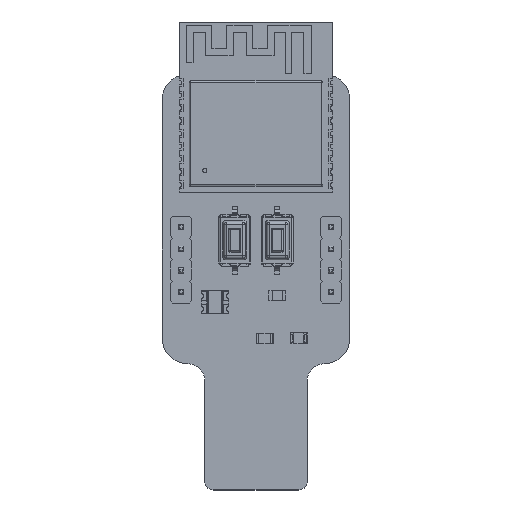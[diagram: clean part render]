
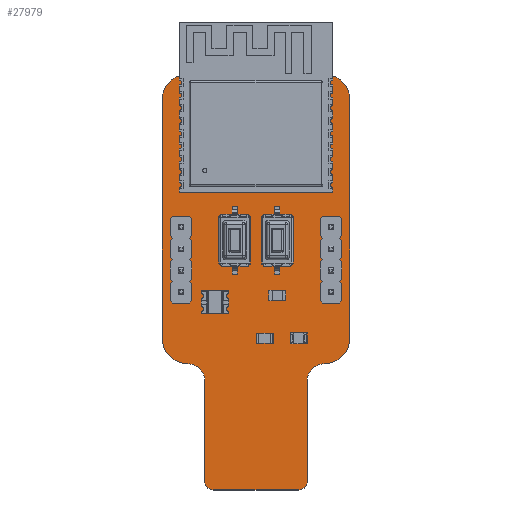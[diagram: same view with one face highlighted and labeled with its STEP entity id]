
A CAD part, top view. The second image highlights one B-rep face of the part: STEP entity #27979.
In plain terms, the highlighted planar face has unit normal (0, 0, 1).
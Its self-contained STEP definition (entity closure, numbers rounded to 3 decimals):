
#27682 = VERTEX_POINT('',#27683);
#27683 = CARTESIAN_POINT('',(139.8,-54.2,1.6));
#27689 = EDGE_CURVE('',#27682,#27690,#27692,.T.);
#27690 = VERTEX_POINT('',#27691);
#27691 = CARTESIAN_POINT('',(142.8,-57.2,1.6));
#27692 = CIRCLE('',#27693,3.);
#27693 = AXIS2_PLACEMENT_3D('',#27694,#27695,#27696);
#27694 = CARTESIAN_POINT('',(139.8,-57.2,1.6));
#27695 = DIRECTION('',(0.,0.,-1.));
#27696 = DIRECTION('',(0.,1.,0.));
#27724 = VERTEX_POINT('',#27725);
#27725 = CARTESIAN_POINT('',(123.8,-54.2,1.6));
#27731 = EDGE_CURVE('',#27724,#27682,#27732,.T.);
#27732 = LINE('',#27733,#27734);
#27733 = CARTESIAN_POINT('',(123.8,-54.2,1.6));
#27734 = VECTOR('',#27735,1.);
#27735 = DIRECTION('',(1.,0.,0.));
#27753 = EDGE_CURVE('',#27690,#27754,#27756,.T.);
#27754 = VERTEX_POINT('',#27755);
#27755 = CARTESIAN_POINT('',(142.8,-85.2,1.6));
#27756 = LINE('',#27757,#27758);
#27757 = CARTESIAN_POINT('',(142.8,-57.2,1.6));
#27758 = VECTOR('',#27759,1.);
#27759 = DIRECTION('',(0.,-1.,0.));
#27979 = ADVANCED_FACE('',(#27980,#28086,#28097,#28108,#28119,#28130,
    #28141,#28152,#28163),#28174,.T.);
#27980 = FACE_BOUND('',#27981,.T.);
#27981 = EDGE_LOOP('',(#27982,#27983,#27984,#27993,#28001,#28010,#28019,
    #28027,#28036,#28044,#28052,#28061,#28069,#28078,#28085));
#27982 = ORIENTED_EDGE('',*,*,#27689,.F.);
#27983 = ORIENTED_EDGE('',*,*,#27731,.F.);
#27984 = ORIENTED_EDGE('',*,*,#27985,.F.);
#27985 = EDGE_CURVE('',#27986,#27724,#27988,.T.);
#27986 = VERTEX_POINT('',#27987);
#27987 = CARTESIAN_POINT('',(120.8,-57.2,1.6));
#27988 = CIRCLE('',#27989,3.);
#27989 = AXIS2_PLACEMENT_3D('',#27990,#27991,#27992);
#27990 = CARTESIAN_POINT('',(123.8,-57.2,1.6));
#27991 = DIRECTION('',(0.,0.,-1.));
#27992 = DIRECTION('',(-1.,0.,0.));
#27993 = ORIENTED_EDGE('',*,*,#27994,.F.);
#27994 = EDGE_CURVE('',#27995,#27986,#27997,.T.);
#27995 = VERTEX_POINT('',#27996);
#27996 = CARTESIAN_POINT('',(120.8,-85.2,1.6));
#27997 = LINE('',#27998,#27999);
#27998 = CARTESIAN_POINT('',(120.8,-85.2,1.6));
#27999 = VECTOR('',#28000,1.);
#28000 = DIRECTION('',(0.,1.,0.));
#28001 = ORIENTED_EDGE('',*,*,#28002,.F.);
#28002 = EDGE_CURVE('',#28003,#27995,#28005,.T.);
#28003 = VERTEX_POINT('',#28004);
#28004 = CARTESIAN_POINT('',(123.8,-88.2,1.6));
#28005 = CIRCLE('',#28006,3.);
#28006 = AXIS2_PLACEMENT_3D('',#28007,#28008,#28009);
#28007 = CARTESIAN_POINT('',(123.8,-85.2,1.6));
#28008 = DIRECTION('',(0.,0.,-1.));
#28009 = DIRECTION('',(0.,-1.,-0.));
#28010 = ORIENTED_EDGE('',*,*,#28011,.F.);
#28011 = EDGE_CURVE('',#28012,#28003,#28014,.T.);
#28012 = VERTEX_POINT('',#28013);
#28013 = CARTESIAN_POINT('',(125.8,-90.2,1.6));
#28014 = CIRCLE('',#28015,2.);
#28015 = AXIS2_PLACEMENT_3D('',#28016,#28017,#28018);
#28016 = CARTESIAN_POINT('',(123.8,-90.2,1.6));
#28017 = DIRECTION('',(0.,0.,1.));
#28018 = DIRECTION('',(1.,0.,0.));
#28019 = ORIENTED_EDGE('',*,*,#28020,.F.);
#28020 = EDGE_CURVE('',#28021,#28012,#28023,.T.);
#28021 = VERTEX_POINT('',#28022);
#28022 = CARTESIAN_POINT('',(125.8,-102.,1.6));
#28023 = LINE('',#28024,#28025);
#28024 = CARTESIAN_POINT('',(125.8,-102.,1.6));
#28025 = VECTOR('',#28026,1.);
#28026 = DIRECTION('',(0.,1.,0.));
#28027 = ORIENTED_EDGE('',*,*,#28028,.F.);
#28028 = EDGE_CURVE('',#28029,#28021,#28031,.T.);
#28029 = VERTEX_POINT('',#28030);
#28030 = CARTESIAN_POINT('',(126.8,-103.,1.6));
#28031 = CIRCLE('',#28032,1.);
#28032 = AXIS2_PLACEMENT_3D('',#28033,#28034,#28035);
#28033 = CARTESIAN_POINT('',(126.8,-102.,1.6));
#28034 = DIRECTION('',(0.,0.,-1.));
#28035 = DIRECTION('',(0.,-1.,0.));
#28036 = ORIENTED_EDGE('',*,*,#28037,.F.);
#28037 = EDGE_CURVE('',#28038,#28029,#28040,.T.);
#28038 = VERTEX_POINT('',#28039);
#28039 = CARTESIAN_POINT('',(131.8,-103.,1.6));
#28040 = LINE('',#28041,#28042);
#28041 = CARTESIAN_POINT('',(131.8,-103.,1.6));
#28042 = VECTOR('',#28043,1.);
#28043 = DIRECTION('',(-1.,0.,0.));
#28044 = ORIENTED_EDGE('',*,*,#28045,.F.);
#28045 = EDGE_CURVE('',#28046,#28038,#28048,.T.);
#28046 = VERTEX_POINT('',#28047);
#28047 = CARTESIAN_POINT('',(136.8,-103.,1.6));
#28048 = LINE('',#28049,#28050);
#28049 = CARTESIAN_POINT('',(136.8,-103.,1.6));
#28050 = VECTOR('',#28051,1.);
#28051 = DIRECTION('',(-1.,0.,0.));
#28052 = ORIENTED_EDGE('',*,*,#28053,.F.);
#28053 = EDGE_CURVE('',#28054,#28046,#28056,.T.);
#28054 = VERTEX_POINT('',#28055);
#28055 = CARTESIAN_POINT('',(137.8,-102.,1.6));
#28056 = CIRCLE('',#28057,1.);
#28057 = AXIS2_PLACEMENT_3D('',#28058,#28059,#28060);
#28058 = CARTESIAN_POINT('',(136.8,-102.,1.6));
#28059 = DIRECTION('',(0.,0.,-1.));
#28060 = DIRECTION('',(1.,0.,0.));
#28061 = ORIENTED_EDGE('',*,*,#28062,.F.);
#28062 = EDGE_CURVE('',#28063,#28054,#28065,.T.);
#28063 = VERTEX_POINT('',#28064);
#28064 = CARTESIAN_POINT('',(137.8,-90.2,1.6));
#28065 = LINE('',#28066,#28067);
#28066 = CARTESIAN_POINT('',(137.8,-90.2,1.6));
#28067 = VECTOR('',#28068,1.);
#28068 = DIRECTION('',(0.,-1.,0.));
#28069 = ORIENTED_EDGE('',*,*,#28070,.F.);
#28070 = EDGE_CURVE('',#28071,#28063,#28073,.T.);
#28071 = VERTEX_POINT('',#28072);
#28072 = CARTESIAN_POINT('',(139.8,-88.2,1.6));
#28073 = CIRCLE('',#28074,2.);
#28074 = AXIS2_PLACEMENT_3D('',#28075,#28076,#28077);
#28075 = CARTESIAN_POINT('',(139.8,-90.2,1.6));
#28076 = DIRECTION('',(0.,0.,1.));
#28077 = DIRECTION('',(0.,1.,-0.));
#28078 = ORIENTED_EDGE('',*,*,#28079,.F.);
#28079 = EDGE_CURVE('',#27754,#28071,#28080,.T.);
#28080 = CIRCLE('',#28081,3.);
#28081 = AXIS2_PLACEMENT_3D('',#28082,#28083,#28084);
#28082 = CARTESIAN_POINT('',(139.8,-85.2,1.6));
#28083 = DIRECTION('',(0.,0.,-1.));
#28084 = DIRECTION('',(1.,0.,0.));
#28085 = ORIENTED_EDGE('',*,*,#27753,.F.);
#28086 = FACE_BOUND('',#28087,.T.);
#28087 = EDGE_LOOP('',(#28088));
#28088 = ORIENTED_EDGE('',*,*,#28089,.T.);
#28089 = EDGE_CURVE('',#28090,#28090,#28092,.T.);
#28090 = VERTEX_POINT('',#28091);
#28091 = CARTESIAN_POINT('',(123.,-80.3,1.6));
#28092 = CIRCLE('',#28093,0.5);
#28093 = AXIS2_PLACEMENT_3D('',#28094,#28095,#28096);
#28094 = CARTESIAN_POINT('',(123.,-79.8,1.6));
#28095 = DIRECTION('',(-0.,0.,-1.));
#28096 = DIRECTION('',(-0.,-1.,0.));
#28097 = FACE_BOUND('',#28098,.T.);
#28098 = EDGE_LOOP('',(#28099));
#28099 = ORIENTED_EDGE('',*,*,#28100,.T.);
#28100 = EDGE_CURVE('',#28101,#28101,#28103,.T.);
#28101 = VERTEX_POINT('',#28102);
#28102 = CARTESIAN_POINT('',(123.,-77.76,1.6));
#28103 = CIRCLE('',#28104,0.5);
#28104 = AXIS2_PLACEMENT_3D('',#28105,#28106,#28107);
#28105 = CARTESIAN_POINT('',(123.,-77.26,1.6));
#28106 = DIRECTION('',(-0.,0.,-1.));
#28107 = DIRECTION('',(-0.,-1.,0.));
#28108 = FACE_BOUND('',#28109,.T.);
#28109 = EDGE_LOOP('',(#28110));
#28110 = ORIENTED_EDGE('',*,*,#28111,.T.);
#28111 = EDGE_CURVE('',#28112,#28112,#28114,.T.);
#28112 = VERTEX_POINT('',#28113);
#28113 = CARTESIAN_POINT('',(140.6,-80.3,1.6));
#28114 = CIRCLE('',#28115,0.5);
#28115 = AXIS2_PLACEMENT_3D('',#28116,#28117,#28118);
#28116 = CARTESIAN_POINT('',(140.6,-79.8,1.6));
#28117 = DIRECTION('',(-0.,0.,-1.));
#28118 = DIRECTION('',(-0.,-1.,0.));
#28119 = FACE_BOUND('',#28120,.T.);
#28120 = EDGE_LOOP('',(#28121));
#28121 = ORIENTED_EDGE('',*,*,#28122,.T.);
#28122 = EDGE_CURVE('',#28123,#28123,#28125,.T.);
#28123 = VERTEX_POINT('',#28124);
#28124 = CARTESIAN_POINT('',(140.6,-77.76,1.6));
#28125 = CIRCLE('',#28126,0.5);
#28126 = AXIS2_PLACEMENT_3D('',#28127,#28128,#28129);
#28127 = CARTESIAN_POINT('',(140.6,-77.26,1.6));
#28128 = DIRECTION('',(-0.,0.,-1.));
#28129 = DIRECTION('',(-0.,-1.,0.));
#28130 = FACE_BOUND('',#28131,.T.);
#28131 = EDGE_LOOP('',(#28132));
#28132 = ORIENTED_EDGE('',*,*,#28133,.T.);
#28133 = EDGE_CURVE('',#28134,#28134,#28136,.T.);
#28134 = VERTEX_POINT('',#28135);
#28135 = CARTESIAN_POINT('',(123.,-75.22,1.6));
#28136 = CIRCLE('',#28137,0.5);
#28137 = AXIS2_PLACEMENT_3D('',#28138,#28139,#28140);
#28138 = CARTESIAN_POINT('',(123.,-74.72,1.6));
#28139 = DIRECTION('',(-0.,0.,-1.));
#28140 = DIRECTION('',(-0.,-1.,0.));
#28141 = FACE_BOUND('',#28142,.T.);
#28142 = EDGE_LOOP('',(#28143));
#28143 = ORIENTED_EDGE('',*,*,#28144,.T.);
#28144 = EDGE_CURVE('',#28145,#28145,#28147,.T.);
#28145 = VERTEX_POINT('',#28146);
#28146 = CARTESIAN_POINT('',(123.,-72.68,1.6));
#28147 = CIRCLE('',#28148,0.5);
#28148 = AXIS2_PLACEMENT_3D('',#28149,#28150,#28151);
#28149 = CARTESIAN_POINT('',(123.,-72.18,1.6));
#28150 = DIRECTION('',(-0.,0.,-1.));
#28151 = DIRECTION('',(-0.,-1.,0.));
#28152 = FACE_BOUND('',#28153,.T.);
#28153 = EDGE_LOOP('',(#28154));
#28154 = ORIENTED_EDGE('',*,*,#28155,.T.);
#28155 = EDGE_CURVE('',#28156,#28156,#28158,.T.);
#28156 = VERTEX_POINT('',#28157);
#28157 = CARTESIAN_POINT('',(140.6,-75.22,1.6));
#28158 = CIRCLE('',#28159,0.5);
#28159 = AXIS2_PLACEMENT_3D('',#28160,#28161,#28162);
#28160 = CARTESIAN_POINT('',(140.6,-74.72,1.6));
#28161 = DIRECTION('',(-0.,0.,-1.));
#28162 = DIRECTION('',(-0.,-1.,0.));
#28163 = FACE_BOUND('',#28164,.T.);
#28164 = EDGE_LOOP('',(#28165));
#28165 = ORIENTED_EDGE('',*,*,#28166,.T.);
#28166 = EDGE_CURVE('',#28167,#28167,#28169,.T.);
#28167 = VERTEX_POINT('',#28168);
#28168 = CARTESIAN_POINT('',(140.6,-72.68,1.6));
#28169 = CIRCLE('',#28170,0.5);
#28170 = AXIS2_PLACEMENT_3D('',#28171,#28172,#28173);
#28171 = CARTESIAN_POINT('',(140.6,-72.18,1.6));
#28172 = DIRECTION('',(-0.,0.,-1.));
#28173 = DIRECTION('',(-0.,-1.,0.));
#28174 = PLANE('',#28175);
#28175 = AXIS2_PLACEMENT_3D('',#28176,#28177,#28178);
#28176 = CARTESIAN_POINT('',(0.,0.,1.6));
#28177 = DIRECTION('',(0.,0.,1.));
#28178 = DIRECTION('',(1.,0.,-0.));
